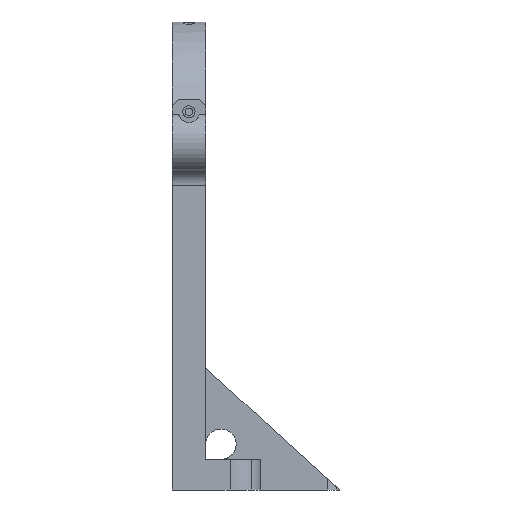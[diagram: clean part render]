
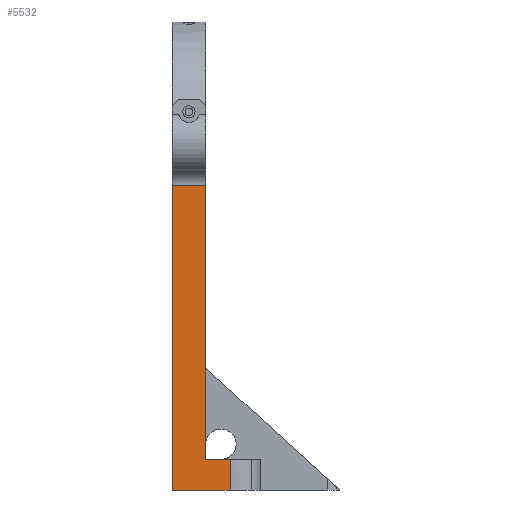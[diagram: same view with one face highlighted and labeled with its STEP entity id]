
A CAD part, left-side view. The second image highlights one B-rep face of the part: STEP entity #5532.
In plain terms, the highlighted planar face has unit normal (-1, 0, 0).
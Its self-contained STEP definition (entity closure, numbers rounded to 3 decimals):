
#5503=AXIS2_PLACEMENT_3D('Plane Axis2P3D',#5500,#5501,#5502) ;
#310=CARTESIAN_POINT('Vertex',(-49.75,-4.5,0.)) ;
#313=CARTESIAN_POINT('Line Origine',(-49.75,5.,0.)) ;
#317=CARTESIAN_POINT('Vertex',(-49.75,14.5,0.)) ;
#613=CARTESIAN_POINT('Vertex',(-49.75,3.5,10.)) ;
#616=CARTESIAN_POINT('Line Origine',(-49.75,-0.5,10.)) ;
#620=CARTESIAN_POINT('Vertex',(-49.75,-4.5,10.)) ;
#1110=CARTESIAN_POINT('Line Origine',(-49.75,-4.5,0.)) ;
#5500=CARTESIAN_POINT('Axis2P3D Location',(-49.75,14.5,0.)) ;
#5505=CARTESIAN_POINT('Line Origine',(-49.75,14.5,49.929)) ;
#5509=CARTESIAN_POINT('Vertex',(-49.75,14.5,99.858)) ;
#5512=CARTESIAN_POINT('Line Origine',(-49.75,3.5,54.929)) ;
#5516=CARTESIAN_POINT('Vertex',(-49.75,3.5,99.858)) ;
#5519=CARTESIAN_POINT('Line Origine',(-49.75,9.,99.858)) ;
#314=DIRECTION('Vector Direction',(0.,1.,0.)) ;
#617=DIRECTION('Vector Direction',(0.,-1.,0.)) ;
#1111=DIRECTION('Vector Direction',(0.,0.,1.)) ;
#5501=DIRECTION('Axis2P3D Direction',(-1.,0.,0.)) ;
#5502=DIRECTION('Axis2P3D XDirection',(0.,-1.,0.)) ;
#5506=DIRECTION('Vector Direction',(0.,0.,1.)) ;
#5513=DIRECTION('Vector Direction',(0.,0.,1.)) ;
#5520=DIRECTION('Vector Direction',(0.,1.,0.)) ;
#315=VECTOR('Line Direction',#314,1.) ;
#618=VECTOR('Line Direction',#617,1.) ;
#1112=VECTOR('Line Direction',#1111,1.) ;
#5507=VECTOR('Line Direction',#5506,1.) ;
#5514=VECTOR('Line Direction',#5513,1.) ;
#5521=VECTOR('Line Direction',#5520,1.) ;
#5525=ORIENTED_EDGE('',*,*,#5511,.F.) ;
#5526=ORIENTED_EDGE('',*,*,#319,.F.) ;
#5527=ORIENTED_EDGE('',*,*,#1114,.F.) ;
#5528=ORIENTED_EDGE('',*,*,#622,.F.) ;
#5529=ORIENTED_EDGE('',*,*,#5518,.T.) ;
#5530=ORIENTED_EDGE('',*,*,#5523,.F.) ;
#5532=ADVANCED_FACE('S\X2\00F3\X0\lido1',(#5531),#5504,.T.) ;
#319=EDGE_CURVE('',#311,#318,#316,.T.) ;
#622=EDGE_CURVE('',#614,#621,#619,.T.) ;
#1114=EDGE_CURVE('',#621,#311,#1113,.F.) ;
#5511=EDGE_CURVE('',#318,#5510,#5508,.T.) ;
#5518=EDGE_CURVE('',#614,#5517,#5515,.T.) ;
#5523=EDGE_CURVE('',#5510,#5517,#5522,.F.) ;
#5524=EDGE_LOOP('',(#5525,#5526,#5527,#5528,#5529,#5530)) ;
#5531=FACE_OUTER_BOUND('',#5524,.T.) ;
#316=LINE('Line',#313,#315) ;
#619=LINE('Line',#616,#618) ;
#1113=LINE('Line',#1110,#1112) ;
#5508=LINE('Line',#5505,#5507) ;
#5515=LINE('Line',#5512,#5514) ;
#5522=LINE('Line',#5519,#5521) ;
#5504=PLANE('',#5503) ;
#311=VERTEX_POINT('',#310) ;
#318=VERTEX_POINT('',#317) ;
#614=VERTEX_POINT('',#613) ;
#621=VERTEX_POINT('',#620) ;
#5510=VERTEX_POINT('',#5509) ;
#5517=VERTEX_POINT('',#5516) ;
